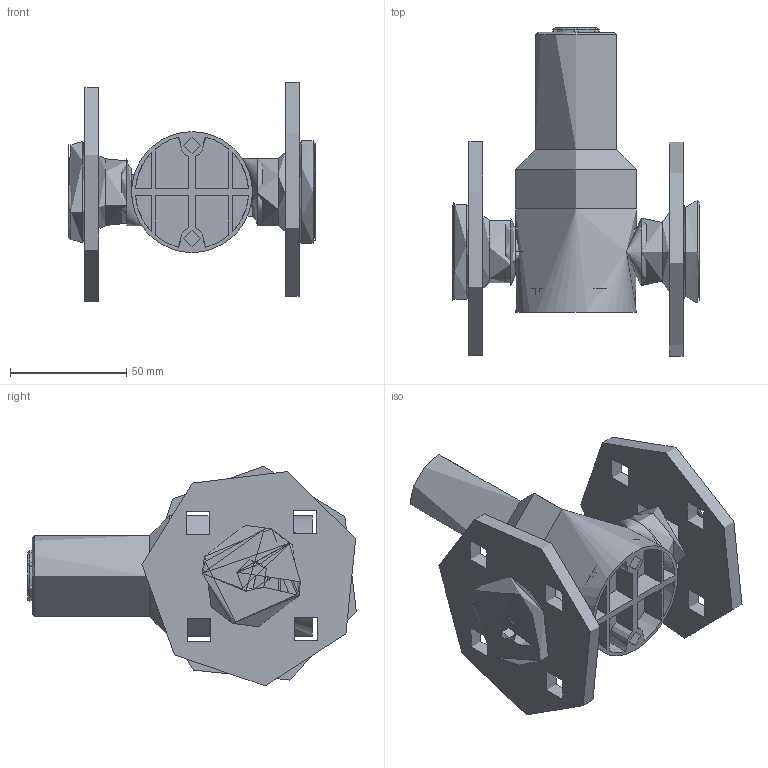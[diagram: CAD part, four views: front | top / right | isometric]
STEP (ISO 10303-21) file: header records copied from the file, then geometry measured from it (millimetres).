
FILE_DESCRIPTION (( 'STEP AP214' ), '1' );
FILE_NAME ('1-2-1104-7X-PN16.STEP', '2019-07-24T10:11:00', ( '' ), ( '' ), 'SwSTEP 2.0', 'SolidWorks 2019', '' );
FILE_SCHEMA (( 'AUTOMOTIVE_DESIGN' ));
Length unit declared in the file: millimetre
Products named in the file (14): 20mm cap; Moulded body screw in flance stubs .5 inch ABS; PVC Bonnet all size_20mm GFPP; 16mm moulded body PS-95-342   ABS; PVC Bonnet all size; 1-2 PN16 BR; 1-2-1104-7X-PN16
Assembly tree (9 placements, depth 2):
  20mm cap
  PVC Bonnet all size
  16mm moulded body PS-95-342   ABS
  1-2 PN16 BR
  1-2-1104-7X-PN16
    PVC Bonnet all size_20mm GFPP
    20mm cap
    Moulded body screw in flance stubs .5 inch ABS  x2
    16mm moulded body PS-95-342   ABS
    1-2 PN16 BR  x2
Bounding box: 106.11 x 141.37 x 94.4 mm (x, y, z)
Volume: 305286.1 mm3; surface area: 81497.1 mm2
Topology: 7 solids, 7 shells, 182 faces, 434 edges, 287 vertices
Faces by surface type: plane 69, cylinder 67, bspline 23, cone 12, torus 11
Full cylindrical faces by diameter (mm): 7 x2, 12 x2, 14 x8, 14.95 x9, 26.978 x2, 29 x4, 34 x2, 35 x3, 38 x1, 44 x2, 52 x2, 95 x2
Entity records: 15504 total; most frequent: CARTESIAN_POINT 12270, DIRECTION 592, ORIENTED_EDGE 542, EDGE_CURVE 271, AXIS2_PLACEMENT_3D 248, EDGE_LOOP 209, VERTEX_POINT 194, FACE_OUTER_BOUND 172
